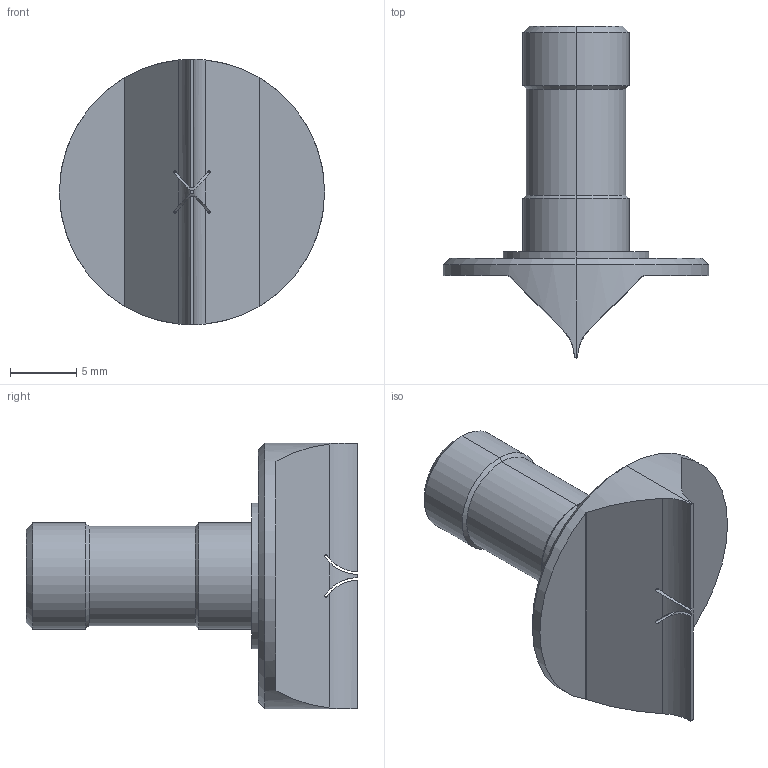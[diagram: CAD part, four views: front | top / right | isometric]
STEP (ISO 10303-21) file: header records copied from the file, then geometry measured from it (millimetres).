
FILE_DESCRIPTION (( 'STEP AP214' ), '1' );
FILE_NAME ('flexible_joint_cylinder.STEP', '2021-03-15T12:53:36', ( '' ), ( '' ), 'SwSTEP 2.0', 'SolidWorks 2020', '' );
FILE_SCHEMA (( 'AUTOMOTIVE_DESIGN' ));
Length unit declared in the file: millimetre
Products named in the file (1): flexible_joint_cylinder
Bounding box: 20 x 25 x 20 mm (x, y, z)
Volume: 1724 mm3; surface area: 1375.8 mm2
Topology: 1 solids, 1 shells, 47 faces, 115 edges, 71 vertices
Faces by surface type: cylinder 27, cone 10, plane 10
Entity records: 1497 total; most frequent: CARTESIAN_POINT 408, ORIENTED_EDGE 226, DIRECTION 207, EDGE_CURVE 113, AXIS2_PLACEMENT_3D 80, VERTEX_POINT 71, EDGE_LOOP 50, VECTOR 47
